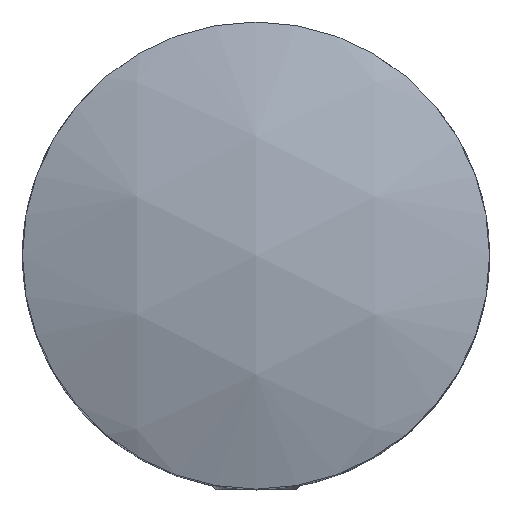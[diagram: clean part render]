
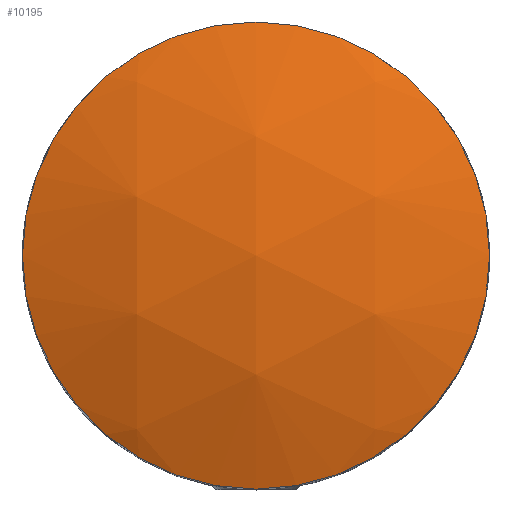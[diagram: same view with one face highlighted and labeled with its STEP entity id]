
A CAD part, top view. The second image highlights one B-rep face of the part: STEP entity #10195.
In plain terms, the highlighted spherical face has radius 28 mm.
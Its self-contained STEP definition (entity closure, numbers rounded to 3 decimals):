
#1219 = CARTESIAN_POINT ( 'NONE',  ( 0., 11., 23.749 ) ) ;
#3357 = CARTESIAN_POINT ( 'NONE',  ( 0., 0., 23.749 ) ) ;
#4983 = FACE_OUTER_BOUND ( 'NONE', #21468, .T. ) ;
#10092 = VERTEX_POINT ( 'NONE', #1219 ) ;
#10195 = ADVANCED_FACE ( 'NONE', ( #4983 ), #11737, .T. ) ;
#11737 = SPHERICAL_SURFACE ( 'NONE', #20991, 28. ) ;
#12390 = DIRECTION ( 'NONE',  ( 1., 0., 0. ) ) ;
#12428 = ORIENTED_EDGE ( 'NONE', *, *, #16344, .F. ) ;
#12953 = CIRCLE ( 'NONE', #15718, 11. ) ;
#13838 = DIRECTION ( 'NONE',  ( 0., 1., 0. ) ) ;
#15075 = DIRECTION ( 'NONE',  ( 0., 1., 0. ) ) ;
#15718 = AXIS2_PLACEMENT_3D ( 'NONE', #3357, #19816, #15075 ) ;
#16344 = EDGE_CURVE ( 'NONE', #10092, #10092, #12953, .T. ) ;
#17334 = CARTESIAN_POINT ( 'NONE',  ( 0., 0., -2. ) ) ;
#19816 = DIRECTION ( 'NONE',  ( 0., 0., -1. ) ) ;
#20991 = AXIS2_PLACEMENT_3D ( 'NONE', #17334, #12390, #13838 ) ;
#21468 = EDGE_LOOP ( 'NONE', ( #12428 ) ) ;
